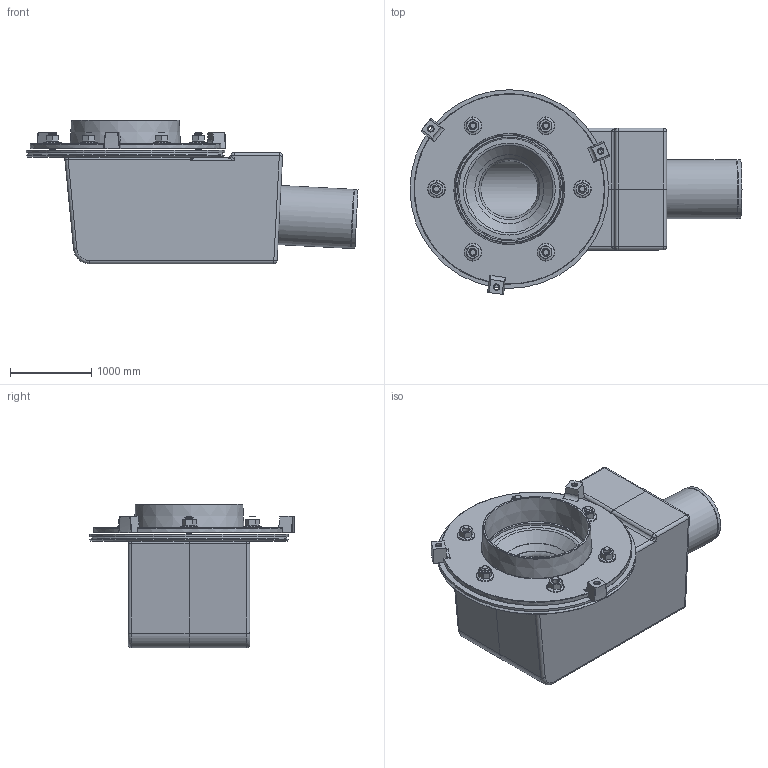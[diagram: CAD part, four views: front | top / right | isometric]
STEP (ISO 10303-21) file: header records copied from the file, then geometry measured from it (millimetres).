
FILE_DESCRIPTION(/* description */ (''),/* implementation_level */ '2;1');
FILE_NAME(/* name */ '21945.070X_3D.stp',/* time_stamp */ '2024-12-12T09:28:18+01:00',/* author */ ('CAD'),/* organization */ (''),/* preprocessor_version */ 'ST-DEVELOPER v20',/* originating_system */ 'AutoCAD Mechanical',/* authorisation */ '');
FILE_SCHEMA (('AUTOMOTIVE_DESIGN { 1 0 10303 214 3 1 1 }'));
Length unit declared in the file: centimetre
Products named in the file (2): Product; *S0
Assembly tree (1 placements, depth 2):
  Product
    *S0
Bounding box: 4093.87 x 2522.85 x 1770 mm (x, y, z)
Volume: 4313420791.4 mm3; surface area: 70703434.4 mm2
Topology: 22 solids, 22 shells, 544 faces, 1198 edges, 711 vertices
Faces by surface type: cone 235, plane 128, cylinder 94, bspline 40, torus 39, sphere 8
Full cylindrical faces by diameter (mm): 70 x6, 80 x12, 83.76 x6, 130 x6, 145 x2, 150 x2, 160 x6, 175 x1, 180 x1, 706 x2, 730 x2, 1250 x1, 2450 x1
Entity records: 17694 total; most frequent: CARTESIAN_POINT 5724, DIRECTION 2554, ORIENTED_EDGE 2380, EDGE_CURVE 1190, AXIS2_PLACEMENT_3D 1075, VERTEX_POINT 707, EDGE_LOOP 619, FACE_OUTER_BOUND 544
